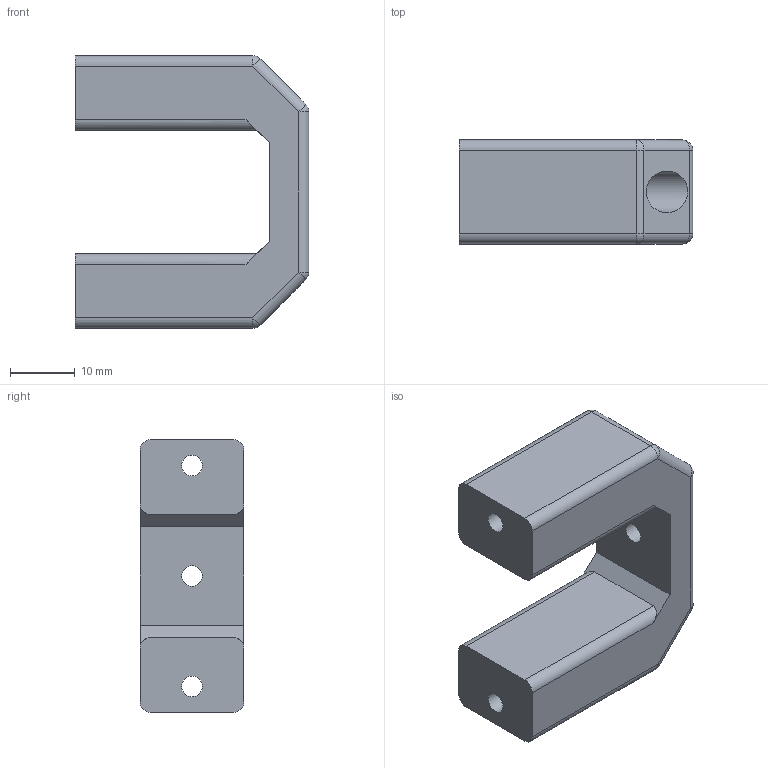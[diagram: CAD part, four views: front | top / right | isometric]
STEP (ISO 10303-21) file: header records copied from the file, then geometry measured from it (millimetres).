
FILE_DESCRIPTION(('FreeCAD Model'),'2;1');
FILE_NAME('x-tensioner-holder-x1.step', '2021-05-16T09:46:28',('Author'),(''), 'Open CASCADE STEP processor 7.3','FreeCAD','Unknown');
FILE_SCHEMA(('AUTOMOTIVE_DESIGN { 1 0 10303 214 1 1 1 1 }'));
Length unit declared in the file: millimetre
Products named in the file (1): x-tensioner-holder
Bounding box: 36 x 16 x 42 mm (x, y, z)
Volume: 11992.9 mm3; surface area: 6006.8 mm2
Topology: 1 solids, 1 shells, 47 faces, 117 edges, 66 vertices
Faces by surface type: cylinder 23, plane 16, sphere 8
Full cylindrical faces by diameter (mm): 3.2 x3, 6.4 x2
Entity records: 3145 total; most frequent: CARTESIAN_POINT 587, DIRECTION 423, LINE 221, VECTOR 221, ORIENTED_EDGE 218, PCURVE 218, DEFINITIONAL_REPRESENTATION 218, EDGE_CURVE 109
